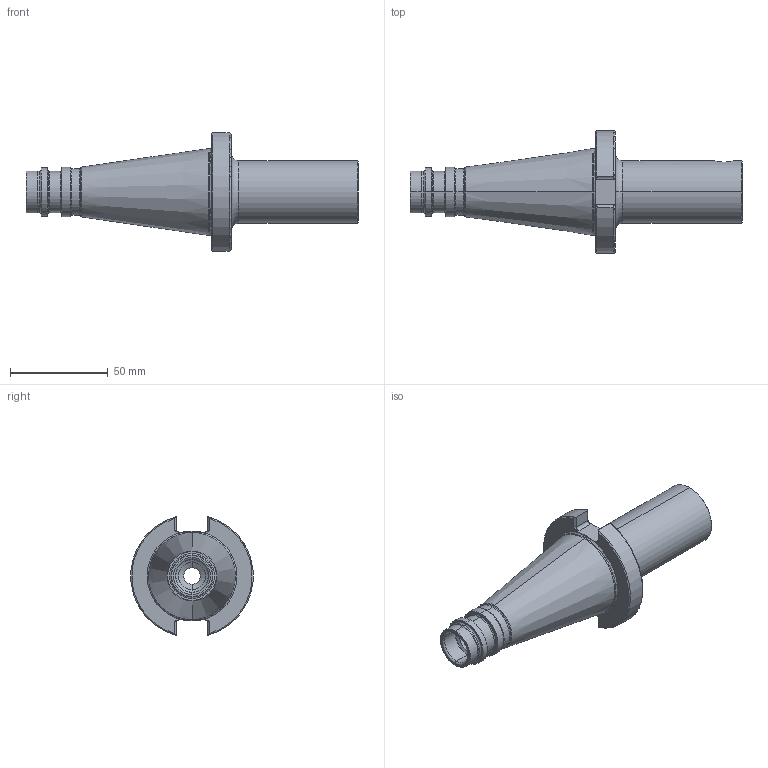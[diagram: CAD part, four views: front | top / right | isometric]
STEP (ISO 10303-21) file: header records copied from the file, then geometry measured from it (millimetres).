
FILE_DESCRIPTION (( 'STEP AP203' ), '1' );
FILE_NAME ('102.400.322.STEP', '2018-03-12T06:54:58', ( 'SWIAdmin' ), ( 'Hewlett-Packard Company' ), 'SwSTEP 2.0', 'SolidWorks 2017', '' );
FILE_SCHEMA (( 'CONFIG_CONTROL_DESIGN' ));
Length unit declared in the file: millimetre
Products named in the file (1): 102.400.322
Bounding box: 170 x 62.56 x 60.7 mm (x, y, z)
Volume: 137083.1 mm3; surface area: 29063.1 mm2
Topology: 1 solids, 1 shells, 140 faces, 327 edges, 194 vertices
Faces by surface type: cylinder 53, torus 34, plane 33, cone 20
Entity records: 4305 total; most frequent: CARTESIAN_POINT 1017, DIRECTION 727, ORIENTED_EDGE 654, EDGE_CURVE 327, AXIS2_PLACEMENT_3D 303, VERTEX_POINT 194, CIRCLE 162, EDGE_LOOP 149
